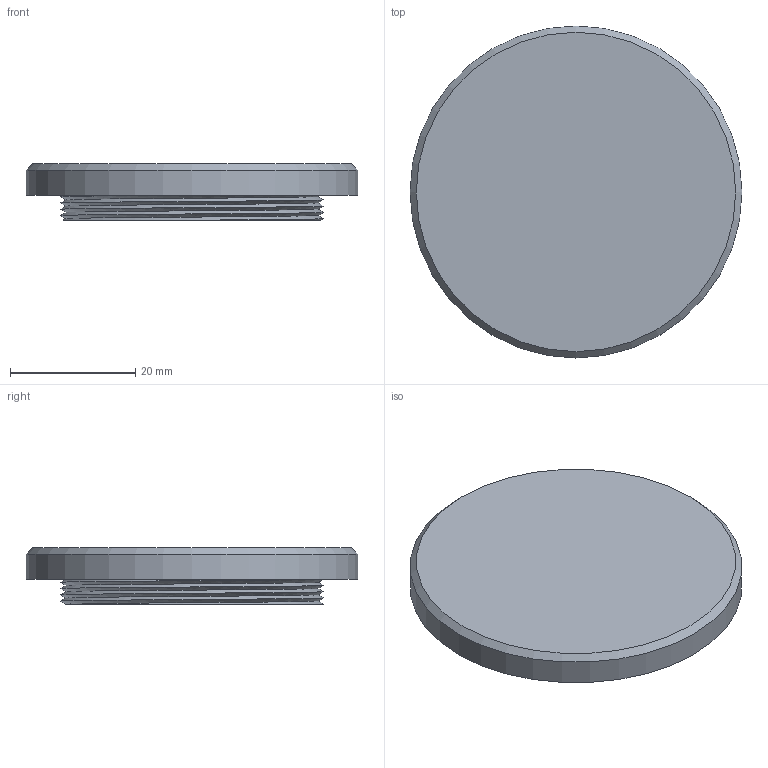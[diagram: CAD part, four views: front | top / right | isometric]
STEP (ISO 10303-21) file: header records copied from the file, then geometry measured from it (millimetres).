
FILE_DESCRIPTION(('HOOPS Exchange Step'),'2;1');
FILE_NAME('temp_export','2023-06-26T21:21:26+20:00',('gmoua'),('Shapr3D Limited'),'HOOPS Exchange 2022.2','Shapr3D','Authorized');
FILE_SCHEMA( ('AUTOMOTIVE_DESIGN { 1 0 10303 214 1 1 1 1 }') );
Length unit declared in the file: millimetre
Products named in the file (1): M42 Body Cap
Bounding box: 53 x 53 x 9 mm (x, y, z)
Volume: 8276.1 mm3; surface area: 7839.4 mm2
Topology: 1 solids, 1 shells, 13 faces, 27 edges, 20 vertices
Faces by surface type: plane 6, cylinder 4, bspline 2, cone 1
Full cylindrical faces by diameter (mm): 36 x1, 44 x1, 48 x1, 53 x1
Entity records: 10946 total; most frequent: CARTESIAN_POINT 10636, DIRECTION 61, ORIENTED_EDGE 54, AXIS2_PLACEMENT_3D 28, EDGE_CURVE 27, VERTEX_POINT 20, EDGE_LOOP 17, FACE_BOUND 17
